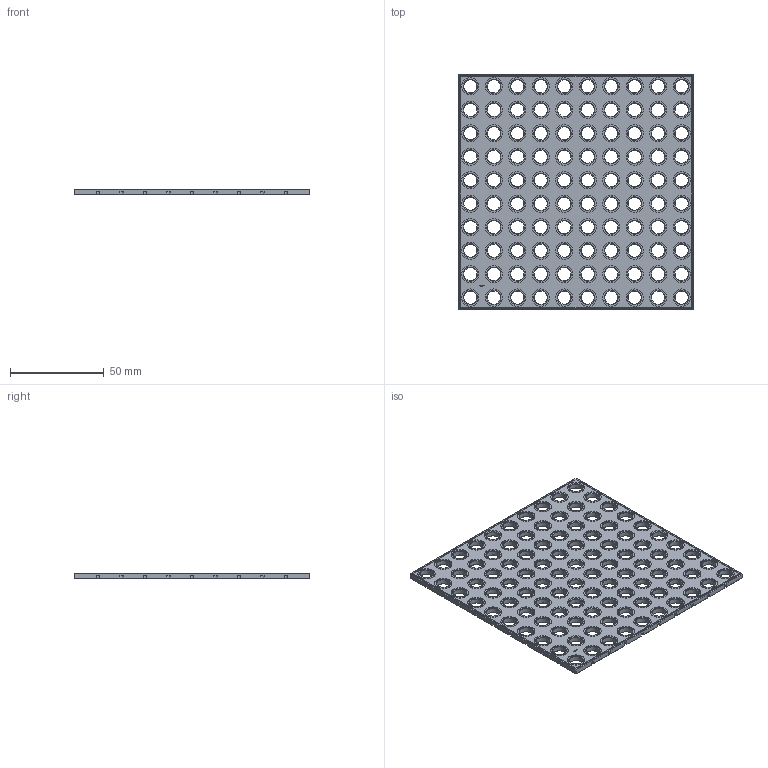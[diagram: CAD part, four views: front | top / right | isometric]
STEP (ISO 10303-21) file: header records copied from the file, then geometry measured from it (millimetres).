
FILE_DESCRIPTION(('FreeCAD Model'),'2;1');
FILE_NAME('Open CASCADE Shape Model','2024-02-25T16:41:07',(''),(''), 'Open CASCADE STEP processor 7.6','FreeCAD','Unknown');
FILE_SCHEMA(('AUTOMOTIVE_DESIGN { 1 0 10303 214 1 1 1 1 }'));
Products named in the file (1): Plate SQR CRNS BU10x00.25 - SPN-PLT-0069 (stemfie.org)
Bounding box: 125 x 125 x 3.12 mm (x, y, z)
Volume: 33718.7 mm3; surface area: 32862.4 mm2
Topology: 1 solids, 1 shells, 1608 faces, 4208 edges, 2736 vertices
Faces by surface type: plane 774, cylinder 452, cone 200, extrusion 182
Full cylindrical faces by diameter (mm): 7 x100, 9.2 x100
Entity records: 105947 total; most frequent: CARTESIAN_POINT 22086, DIRECTION 15130, VECTOR 9364, LINE 9182, ORIENTED_EDGE 8416, PCURVE 8416, DEFINITIONAL_REPRESENTATION 8416, EDGE_CURVE 4208
